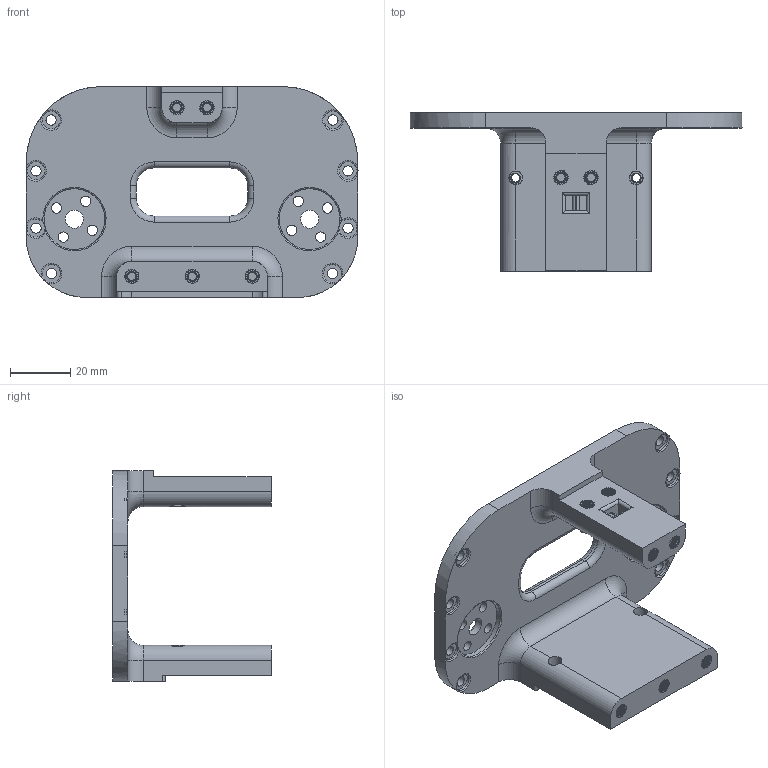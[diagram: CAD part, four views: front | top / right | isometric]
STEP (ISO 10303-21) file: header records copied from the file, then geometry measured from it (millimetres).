
FILE_DESCRIPTION(/* description */ (''),/* implementation_level */ '2;1');
FILE_NAME(/* name */ 'Inner Plate.step',/* time_stamp */ '2021-12-05T09:30:47-08:00',/* author */ (''),/* organization */ (''),/* preprocessor_version */ 'ST-DEVELOPER v18.1',/* originating_system */ 'Autodesk Translation Framework v10.10.0.1391',/* authorisation */ '');
FILE_SCHEMA (('AUTOMOTIVE_DESIGN { 1 0 10303 214 3 1 1 }'));
Length unit declared in the file: millimetre
Products named in the file (2): Inner Plate; F1-B-M3-Heatfit v1
Assembly tree (9 placements, depth 2):
  Inner Plate
    F1-B-M3-Heatfit v1  x9
Bounding box: 110.16 x 52.5 x 70 mm (x, y, z)
Volume: 63976.8 mm3; surface area: 27790.7 mm2
Topology: 10 solids, 10 shells, 1483 faces, 4233 edges, 2799 vertices
Faces by surface type: bspline 738, cylinder 587, plane 89, cone 45, torus 24
Full cylindrical faces by diameter (mm): 2.82 x99, 3.4 x16, 4.133 x9, 4.148 x9, 4.443 x9, 4.5 x9, 6 x8, 20.2 x2
Entity records: 13282 total; most frequent: CARTESIAN_POINT 6011, ORIENTED_EDGE 1650, DIRECTION 1372, EDGE_CURVE 825, VERTEX_POINT 535, AXIS2_PLACEMENT_3D 529, EDGE_LOOP 356, LINE 314
